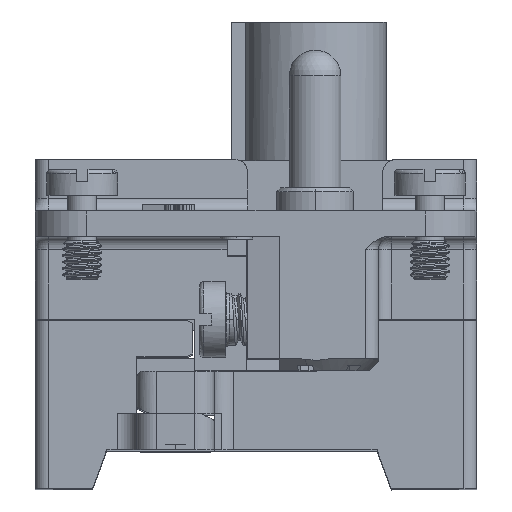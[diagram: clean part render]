
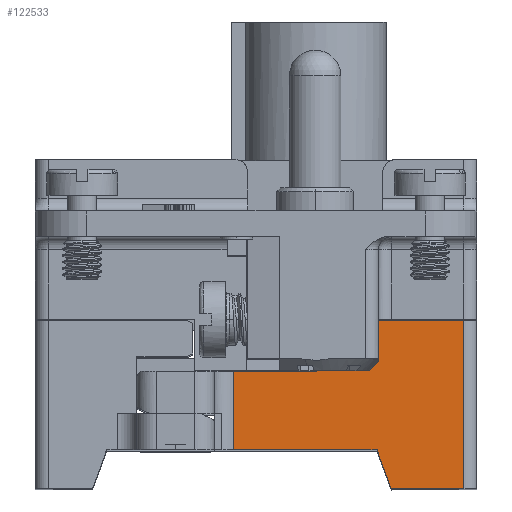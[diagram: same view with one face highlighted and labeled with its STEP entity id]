
A CAD part, top view. The second image highlights one B-rep face of the part: STEP entity #122533.
In plain terms, the highlighted planar face has unit normal (0, 0, -1).
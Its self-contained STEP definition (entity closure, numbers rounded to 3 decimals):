
#122427=DIRECTION('',(-1.,0.,0.));
#122428=VECTOR('',#122427,10.95);
#122429=CARTESIAN_POINT('',(-14.717,13.,3.35));
#122430=LINE('',#122429,#122428);
#122434=DIRECTION('',(-0.928,-0.371,0.));
#122435=VECTOR('',#122434,0.539);
#122436=CARTESIAN_POINT('',(-25.667,13.,3.35));
#122437=LINE('',#122436,#122435);
#122441=DIRECTION('',(0.,-1.,0.));
#122442=VECTOR('',#122441,3.75);
#122443=CARTESIAN_POINT('',(-26.167,12.8,3.35));
#122444=LINE('',#122443,#122442);
#122448=DIRECTION('',(-1.,0.,0.));
#122449=VECTOR('',#122448,6.45);
#122450=CARTESIAN_POINT('',(-26.167,9.05,3.35));
#122451=LINE('',#122450,#122449);
#122455=DIRECTION('',(0.,-1.,0.));
#122456=VECTOR('',#122455,6.1);
#122457=CARTESIAN_POINT('',(-32.617,9.05,3.35));
#122458=LINE('',#122457,#122456);
#122462=DIRECTION('',(1.,0.,0.));
#122463=VECTOR('',#122462,11.15);
#122464=CARTESIAN_POINT('',(-32.617,2.95,3.35));
#122465=LINE('',#122464,#122463);
#122469=DIRECTION('',(0.342,-0.94,0.));
#122470=VECTOR('',#122469,3.192);
#122471=CARTESIAN_POINT('',(-21.467,2.95,3.35));
#122472=LINE('',#122471,#122470);
#122476=DIRECTION('',(1.,0.,0.));
#122477=VECTOR('',#122476,5.659);
#122478=CARTESIAN_POINT('',(-20.376,-0.05,3.35));
#122479=LINE('',#122478,#122477);
#122483=DIRECTION('',(0.,1.,0.));
#122484=VECTOR('',#122483,13.05);
#122485=CARTESIAN_POINT('',(-14.717,-0.05,3.35));
#122486=LINE('',#122485,#122484);
#122490=CARTESIAN_POINT('',(-25.667,13.,3.35));
#122491=CARTESIAN_POINT('',(-14.717,13.,3.35));
#122492=VERTEX_POINT('',#122490);
#122493=VERTEX_POINT('',#122491);
#122494=CARTESIAN_POINT('',(-14.717,-0.05,3.35));
#122495=VERTEX_POINT('',#122494);
#122496=CARTESIAN_POINT('',(-20.376,-0.05,3.35));
#122497=VERTEX_POINT('',#122496);
#122498=CARTESIAN_POINT('',(-21.467,2.95,3.35));
#122499=VERTEX_POINT('',#122498);
#122500=CARTESIAN_POINT('',(-32.617,2.95,3.35));
#122501=VERTEX_POINT('',#122500);
#122502=CARTESIAN_POINT('',(-32.617,9.05,3.35));
#122503=VERTEX_POINT('',#122502);
#122504=CARTESIAN_POINT('',(-26.167,9.05,3.35));
#122505=VERTEX_POINT('',#122504);
#122506=CARTESIAN_POINT('',(-26.167,12.8,3.35));
#122507=VERTEX_POINT('',#122506);
#122508=CARTESIAN_POINT('',(-23.667,6.475,3.35));
#122509=DIRECTION('',(0.,0.,1.));
#122510=DIRECTION('',(-1.,0.,0.));
#122511=AXIS2_PLACEMENT_3D('',#122508,#122509,#122510);
#122512=PLANE('',#122511);
#122514=ORIENTED_EDGE('',*,*,#122513,.T.);
#122516=ORIENTED_EDGE('',*,*,#122515,.T.);
#122518=ORIENTED_EDGE('',*,*,#122517,.T.);
#122520=ORIENTED_EDGE('',*,*,#122519,.T.);
#122522=ORIENTED_EDGE('',*,*,#122521,.T.);
#122524=ORIENTED_EDGE('',*,*,#122523,.T.);
#122526=ORIENTED_EDGE('',*,*,#122525,.T.);
#122528=ORIENTED_EDGE('',*,*,#122527,.T.);
#122530=ORIENTED_EDGE('',*,*,#122529,.T.);
#122531=EDGE_LOOP('',(#122514,#122516,#122518,#122520,#122522,#122524,#122526,
#122528,#122530));
#122532=FACE_OUTER_BOUND('',#122531,.F.);
#122513=EDGE_CURVE('',#122493,#122492,#122430,.T.);
#122515=EDGE_CURVE('',#122492,#122507,#122437,.T.);
#122517=EDGE_CURVE('',#122507,#122505,#122444,.T.);
#122519=EDGE_CURVE('',#122505,#122503,#122451,.T.);
#122521=EDGE_CURVE('',#122503,#122501,#122458,.T.);
#122523=EDGE_CURVE('',#122501,#122499,#122465,.T.);
#122525=EDGE_CURVE('',#122499,#122497,#122472,.T.);
#122527=EDGE_CURVE('',#122497,#122495,#122479,.T.);
#122529=EDGE_CURVE('',#122495,#122493,#122486,.T.);
#122533=ADVANCED_FACE('',(#122532),#122512,.F.);
